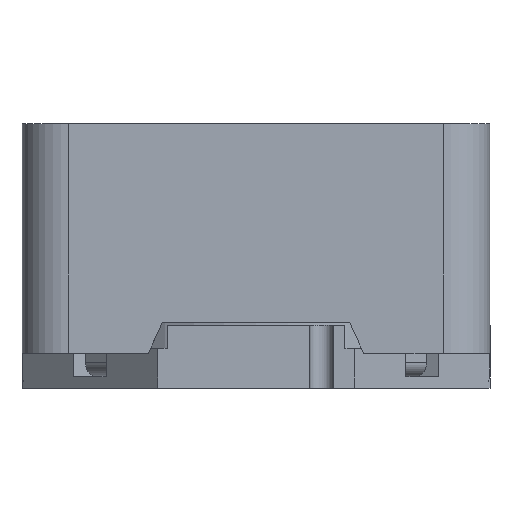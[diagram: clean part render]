
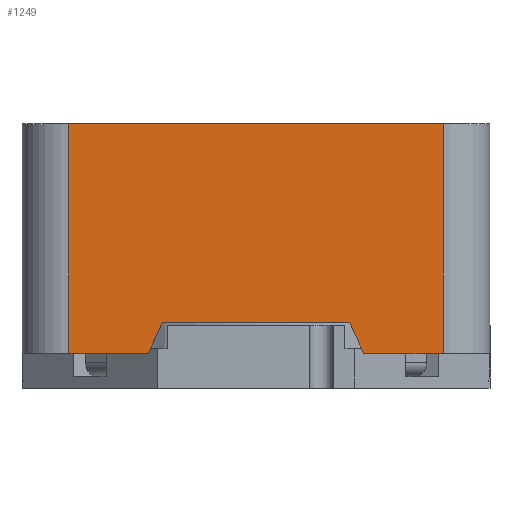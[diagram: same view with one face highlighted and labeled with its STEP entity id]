
A CAD part, left-side view. The second image highlights one B-rep face of the part: STEP entity #1249.
In plain terms, the highlighted planar face has unit normal (-1, 0, 0).
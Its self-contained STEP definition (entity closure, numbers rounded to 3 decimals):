
#1249 = ADVANCED_FACE( '', ( #2517 ), #2518, .F. );
#2517 = FACE_OUTER_BOUND( '', #3831, .T. );
#2518 = PLANE( '', #3832 );
#3831 = EDGE_LOOP( '', ( #7462, #7463, #7464, #7465, #7466, #7467, #7468, #7469 ) );
#3832 = AXIS2_PLACEMENT_3D( '', #7470, #7471, #7472 );
#7462 = ORIENTED_EDGE( '', *, *, #9381, .F. );
#7463 = ORIENTED_EDGE( '', *, *, #9205, .T. );
#7464 = ORIENTED_EDGE( '', *, *, #8540, .T. );
#7465 = ORIENTED_EDGE( '', *, *, #8416, .F. );
#7466 = ORIENTED_EDGE( '', *, *, #8371, .T. );
#7467 = ORIENTED_EDGE( '', *, *, #9016, .T. );
#7468 = ORIENTED_EDGE( '', *, *, #9382, .F. );
#7469 = ORIENTED_EDGE( '', *, *, #8771, .F. );
#7470 = CARTESIAN_POINT( '', ( -5., 5., 4.9 ) );
#7471 = DIRECTION( '', ( 1., 0., 0. ) );
#7472 = DIRECTION( '', ( 0., 0., -1. ) );
#8371 = EDGE_CURVE( '', #10139, #10143, #10145, .T. );
#8416 = EDGE_CURVE( '', #10139, #10219, #10220, .T. );
#8540 = EDGE_CURVE( '', #10412, #10219, #10413, .F. );
#8771 = EDGE_CURVE( '', #10783, #10784, #10785, .T. );
#9016 = EDGE_CURVE( '', #10143, #11122, #11124, .T. );
#9205 = EDGE_CURVE( '', #11354, #10412, #11356, .T. );
#9381 = EDGE_CURVE( '', #11354, #10783, #11551, .T. );
#9382 = EDGE_CURVE( '', #10784, #11122, #11552, .T. );
#10139 = VERTEX_POINT( '', #12716 );
#10143 = VERTEX_POINT( '', #12721 );
#10145 = LINE( '', #12723, #12724 );
#10219 = VERTEX_POINT( '', #12852 );
#10220 = LINE( '', #12853, #12854 );
#10412 = VERTEX_POINT( '', #13181 );
#10413 = LINE( '', #13182, #13183 );
#10783 = VERTEX_POINT( '', #13981 );
#10784 = VERTEX_POINT( '', #13982 );
#10785 = LINE( '', #13983, #13984 );
#11122 = VERTEX_POINT( '', #14549 );
#11124 = LINE( '', #14552, #14553 );
#11354 = VERTEX_POINT( '', #14952 );
#11356 = LINE( '', #14955, #14956 );
#11551 = LINE( '', #15299, #15300 );
#11552 = LINE( '', #15301, #15302 );
#12716 = CARTESIAN_POINT( '', ( -5., 4., 4.9 ) );
#12721 = CARTESIAN_POINT( '', ( -5., 4., 0. ) );
#12723 = CARTESIAN_POINT( '', ( -5., 4., 4.9 ) );
#12724 = VECTOR( '', #15789, 1000. );
#12852 = CARTESIAN_POINT( '', ( -5., -4., 4.9 ) );
#12853 = CARTESIAN_POINT( '', ( -5., 5., 4.9 ) );
#12854 = VECTOR( '', #15822, 1000. );
#13181 = CARTESIAN_POINT( '', ( -5., -4., 0. ) );
#13182 = CARTESIAN_POINT( '', ( -5., -4., 4.9 ) );
#13183 = VECTOR( '', #15903, 1000. );
#13981 = CARTESIAN_POINT( '', ( -5., -2., 0.65 ) );
#13982 = CARTESIAN_POINT( '', ( -5., 2., 0.65 ) );
#13983 = CARTESIAN_POINT( '', ( -5., 5., 0.65 ) );
#13984 = VECTOR( '', #16036, 1000. );
#14549 = CARTESIAN_POINT( '', ( -5., 2.3, 0. ) );
#14552 = CARTESIAN_POINT( '', ( -5., 5., 0. ) );
#14553 = VECTOR( '', #16219, 1000. );
#14952 = CARTESIAN_POINT( '', ( -5., -2.3, 0. ) );
#14955 = CARTESIAN_POINT( '', ( -5., 5., 0. ) );
#14956 = VECTOR( '', #16337, 1000. );
#15299 = CARTESIAN_POINT( '', ( -5., 0.846, 6.817 ) );
#15300 = VECTOR( '', #16425, 1000. );
#15301 = CARTESIAN_POINT( '', ( -5., 0.91, 3.012 ) );
#15302 = VECTOR( '', #16426, 1000. );
#15789 = DIRECTION( '', ( 0., 0., -1. ) );
#15822 = DIRECTION( '', ( 0., -1., 0. ) );
#15903 = DIRECTION( '', ( 0., 0., -1. ) );
#16036 = DIRECTION( '', ( 0., 1., 0. ) );
#16219 = DIRECTION( '', ( 0., -1., 0. ) );
#16337 = DIRECTION( '', ( 0., -1., 0. ) );
#16425 = DIRECTION( '', ( 0., 0.419, 0.908 ) );
#16426 = DIRECTION( '', ( 0., 0.419, -0.908 ) );
